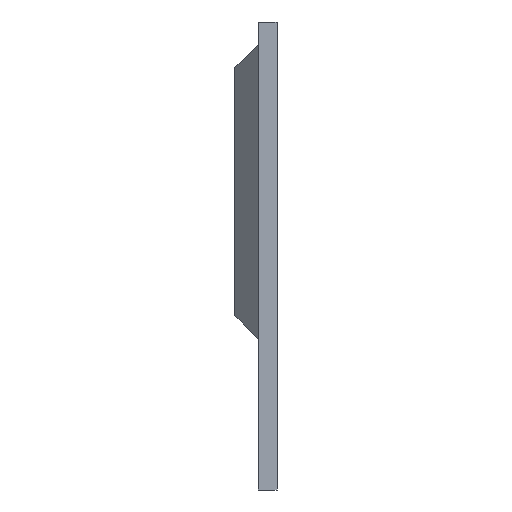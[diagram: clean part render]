
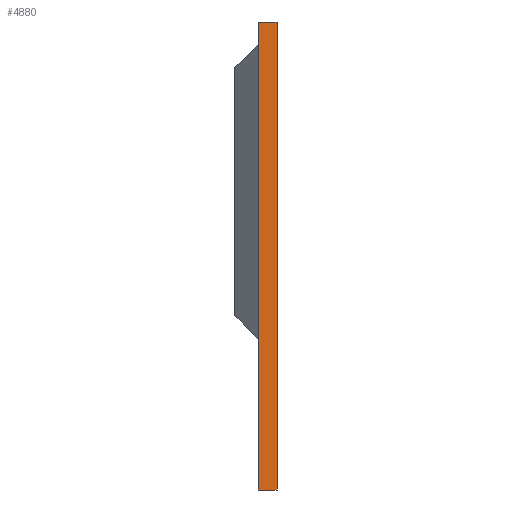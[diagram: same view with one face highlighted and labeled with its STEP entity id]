
A CAD part, left-side view. The second image highlights one B-rep face of the part: STEP entity #4880.
In plain terms, the highlighted planar face has unit normal (-1, 0, 0).
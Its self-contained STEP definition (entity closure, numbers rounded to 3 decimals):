
#1132=CARTESIAN_POINT('',(-185.971,316.195,570.032));
#1133=VERTEX_POINT('',#1132);
#1148=CARTESIAN_POINT('',(-185.971,316.195,470.032));
#1149=VERTEX_POINT('',#1148);
#1156=CARTESIAN_POINT('',(-185.971,316.195,570.032));
#1157=DIRECTION('',(0.,-0.,-1.));
#1158=VECTOR('',#1157,100.);
#1159=LINE('',#1156,#1158);
#1160=EDGE_CURVE('',#1133,#1149,#1159,.T.);
#4840=CARTESIAN_POINT('',(-185.971,312.191,470.032));
#4841=VERTEX_POINT('',#4840);
#4848=CARTESIAN_POINT('',(-185.971,312.191,470.032));
#4849=DIRECTION('',(0.,1.,-0.));
#4850=VECTOR('',#4849,4.003);
#4851=LINE('',#4848,#4850);
#4852=EDGE_CURVE('',#4841,#1149,#4851,.T.);
#4857=CARTESIAN_POINT('',(-185.971,312.191,570.032));
#4858=DIRECTION('',(1.,-0.,0.));
#4859=DIRECTION('',(0.,-0.,-1.));
#4860=AXIS2_PLACEMENT_3D('',#4857,#4858,#4859);
#4861=PLANE('',#4860);
#4862=ORIENTED_EDGE('',*,*,#1160,.T.);
#4863=ORIENTED_EDGE('',*,*,#4852,.F.);
#4864=CARTESIAN_POINT('',(-185.971,312.191,570.032));
#4865=VERTEX_POINT('',#4864);
#4866=CARTESIAN_POINT('',(-185.971,312.191,570.032));
#4867=DIRECTION('',(0.,-0.,-1.));
#4868=VECTOR('',#4867,100.);
#4869=LINE('',#4866,#4868);
#4870=EDGE_CURVE('',#4865,#4841,#4869,.T.);
#4871=ORIENTED_EDGE('',*,*,#4870,.F.);
#4872=CARTESIAN_POINT('',(-185.971,312.191,570.032));
#4873=DIRECTION('',(0.,1.,-0.));
#4874=VECTOR('',#4873,4.003);
#4875=LINE('',#4872,#4874);
#4876=EDGE_CURVE('',#4865,#1133,#4875,.T.);
#4877=ORIENTED_EDGE('',*,*,#4876,.T.);
#4878=EDGE_LOOP('',(#4862,#4863,#4871,#4877));
#4879=FACE_BOUND('',#4878,.T.);
#4880=ADVANCED_FACE('',(#4879),#4861,.F.);
